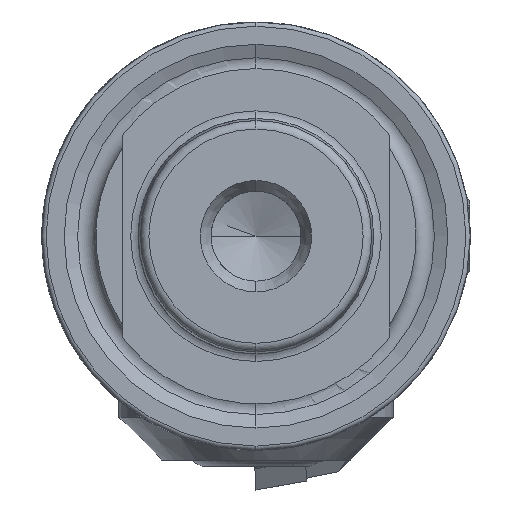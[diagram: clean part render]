
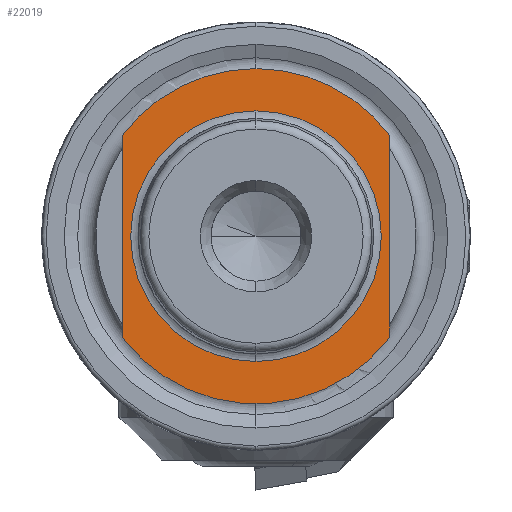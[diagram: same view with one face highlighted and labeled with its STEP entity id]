
A CAD part, left-side view. The second image highlights one B-rep face of the part: STEP entity #22019.
In plain terms, the highlighted planar face has unit normal (-1, 0, 0).
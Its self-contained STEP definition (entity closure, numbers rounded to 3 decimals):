
#358 = LINE ( 'NONE', #26979, #11518 ) ;
#372 = CARTESIAN_POINT ( 'NONE',  ( -39.45, -6.25, -4.708 ) ) ;
#472 = DIRECTION ( 'NONE',  ( -1., 0., 0. ) ) ;
#599 = CARTESIAN_POINT ( 'NONE',  ( -39.45, 0., 0. ) ) ;
#635 = EDGE_CURVE ( 'NONE', #16410, #10911, #23703, .T. ) ;
#1232 = AXIS2_PLACEMENT_3D ( 'NONE', #26316, #11598, #28783 ) ;
#1405 = DIRECTION ( 'NONE',  ( 0., 0., 1. ) ) ;
#1451 = CIRCLE ( 'NONE', #13097, 7.825 ) ;
#1779 = DIRECTION ( 'NONE',  ( 1., 0., 0. ) ) ;
#2070 = FACE_OUTER_BOUND ( 'NONE', #11396, .T. ) ;
#2256 = CARTESIAN_POINT ( 'NONE',  ( -39.45, 0., 0. ) ) ;
#3201 = CARTESIAN_POINT ( 'NONE',  ( -39.45, 0., 0. ) ) ;
#3970 = AXIS2_PLACEMENT_3D ( 'NONE', #23698, #1779, #18894 ) ;
#4740 = DIRECTION ( 'NONE',  ( 0., 0., 1. ) ) ;
#5196 = CIRCLE ( 'NONE', #1232, 5.85 ) ;
#5676 = DIRECTION ( 'NONE',  ( 0., 0., 1. ) ) ;
#6627 = CARTESIAN_POINT ( 'NONE',  ( -39.45, -6.25, 4.708 ) ) ;
#7350 = CARTESIAN_POINT ( 'NONE',  ( -39.45, 6.25, -4.708 ) ) ;
#7549 = VERTEX_POINT ( 'NONE', #27180 ) ;
#7842 = VERTEX_POINT ( 'NONE', #9678 ) ;
#7901 = EDGE_CURVE ( 'NONE', #29215, #16410, #358, .T. ) ;
#8018 = AXIS2_PLACEMENT_3D ( 'NONE', #599, #472, #29796 ) ;
#8136 = AXIS2_PLACEMENT_3D ( 'NONE', #3201, #20328, #5676 ) ;
#8284 = VERTEX_POINT ( 'NONE', #6627 ) ;
#9025 = ORIENTED_EDGE ( 'NONE', *, *, #13193, .F. ) ;
#9678 = CARTESIAN_POINT ( 'NONE',  ( -39.45, 0., 5.85 ) ) ;
#10911 = VERTEX_POINT ( 'NONE', #372 ) ;
#11396 = EDGE_LOOP ( 'NONE', ( #27122, #18303, #17110, #31543, #21478 ) ) ;
#11518 = VECTOR ( 'NONE', #29474, 1000. ) ;
#11598 = DIRECTION ( 'NONE',  ( -1., 0., 0. ) ) ;
#12336 = EDGE_CURVE ( 'NONE', #24880, #29215, #14823, .T. ) ;
#12550 = LINE ( 'NONE', #16776, #24837 ) ;
#13097 = AXIS2_PLACEMENT_3D ( 'NONE', #2256, #19387, #4740 ) ;
#13193 = EDGE_CURVE ( 'NONE', #7842, #7549, #17468, .T. ) ;
#13308 = CARTESIAN_POINT ( 'NONE',  ( -39.45, 6.25, 4.708 ) ) ;
#13934 = EDGE_CURVE ( 'NONE', #7549, #7842, #5196, .T. ) ;
#14510 = AXIS2_PLACEMENT_3D ( 'NONE', #30764, #16030, #1405 ) ;
#14823 = CIRCLE ( 'NONE', #8136, 7.825 ) ;
#15047 = FACE_BOUND ( 'NONE', #22151, .T. ) ;
#15577 = ORIENTED_EDGE ( 'NONE', *, *, #13934, .F. ) ;
#16030 = DIRECTION ( 'NONE',  ( -1., 0., 0. ) ) ;
#16410 = VERTEX_POINT ( 'NONE', #7350 ) ;
#16490 = CARTESIAN_POINT ( 'NONE',  ( -39.45, 0., 7.825 ) ) ;
#16776 = CARTESIAN_POINT ( 'NONE',  ( -39.45, -6.25, -4.708 ) ) ;
#17110 = ORIENTED_EDGE ( 'NONE', *, *, #25490, .T. ) ;
#17468 = CIRCLE ( 'NONE', #14510, 5.85 ) ;
#18303 = ORIENTED_EDGE ( 'NONE', *, *, #635, .T. ) ;
#18894 = DIRECTION ( 'NONE',  ( 0., 0., -1. ) ) ;
#19387 = DIRECTION ( 'NONE',  ( -1., 0., 0. ) ) ;
#20328 = DIRECTION ( 'NONE',  ( -1., 0., 0. ) ) ;
#21478 = ORIENTED_EDGE ( 'NONE', *, *, #12336, .T. ) ;
#22019 = ADVANCED_FACE ( 'NONE', ( #15047, #2070 ), #31145, .F. ) ;
#22151 = EDGE_LOOP ( 'NONE', ( #9025, #15577 ) ) ;
#23698 = CARTESIAN_POINT ( 'NONE',  ( -39.45, -5.85, 0. ) ) ;
#23703 = CIRCLE ( 'NONE', #8018, 7.825 ) ;
#24837 = VECTOR ( 'NONE', #31483, 1000. ) ;
#24880 = VERTEX_POINT ( 'NONE', #16490 ) ;
#25490 = EDGE_CURVE ( 'NONE', #10911, #8284, #12550, .T. ) ;
#26316 = CARTESIAN_POINT ( 'NONE',  ( -39.45, 0., 0. ) ) ;
#26448 = EDGE_CURVE ( 'NONE', #8284, #24880, #1451, .T. ) ;
#26979 = CARTESIAN_POINT ( 'NONE',  ( -39.45, 6.25, -4.708 ) ) ;
#27122 = ORIENTED_EDGE ( 'NONE', *, *, #7901, .T. ) ;
#27180 = CARTESIAN_POINT ( 'NONE',  ( -39.45, 0., -5.85 ) ) ;
#28783 = DIRECTION ( 'NONE',  ( 0., 0., 1. ) ) ;
#29215 = VERTEX_POINT ( 'NONE', #13308 ) ;
#29474 = DIRECTION ( 'NONE',  ( 0., 0., -1. ) ) ;
#29796 = DIRECTION ( 'NONE',  ( 0., 0., 1. ) ) ;
#30764 = CARTESIAN_POINT ( 'NONE',  ( -39.45, 0., 0. ) ) ;
#31145 = PLANE ( 'NONE',  #3970 ) ;
#31483 = DIRECTION ( 'NONE',  ( 0., 0., 1. ) ) ;
#31543 = ORIENTED_EDGE ( 'NONE', *, *, #26448, .T. ) ;
